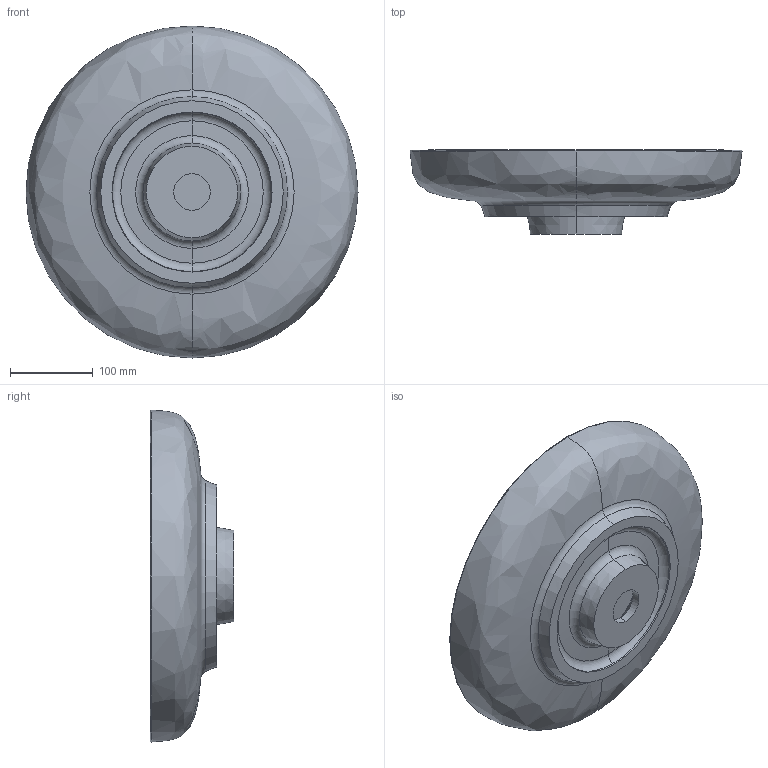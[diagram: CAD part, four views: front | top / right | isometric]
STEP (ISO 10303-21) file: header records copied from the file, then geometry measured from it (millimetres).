
FILE_DESCRIPTION (( 'STEP AP203' ), '1' );
FILE_NAME ('6301520400.STEP', '2020-12-16T22:42:54', ( '' ), ( '' ), 'SwSTEP 2.0', 'SolidWorks 2019', '' );
FILE_SCHEMA (( 'CONFIG_CONTROL_DESIGN' ));
Length unit declared in the file: millimetre
Products named in the file (1): 6301520400
Bounding box: 400.28 x 101.24 x 400.28 mm (x, y, z)
Volume: 2036949.1 mm3; surface area: 372509.7 mm2
Topology: 2 solids, 2 shells, 62 faces, 125 edges, 66 vertices
Faces by surface type: torus 26, cone 22, bspline 8, plane 3, cylinder 2, sphere 1
Entity records: 1755 total; most frequent: CARTESIAN_POINT 393, DIRECTION 314, ORIENTED_EDGE 244, AXIS2_PLACEMENT_3D 145, EDGE_CURVE 122, CIRCLE 90, EDGE_LOOP 64, VERTEX_POINT 64
